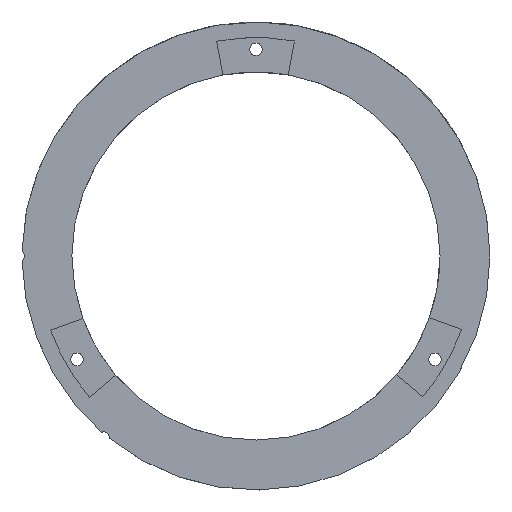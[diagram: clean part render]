
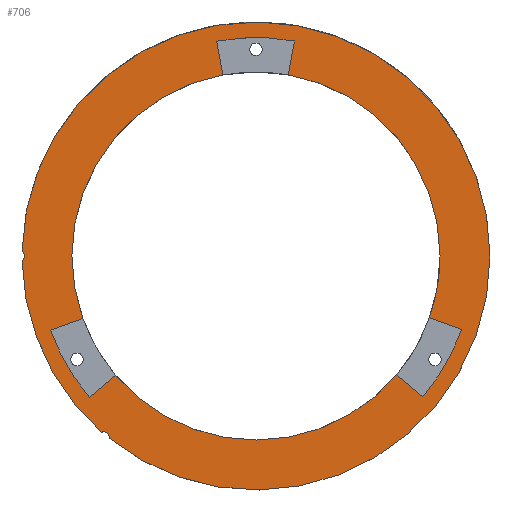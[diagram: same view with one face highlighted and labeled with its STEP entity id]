
A CAD part, top view. The second image highlights one B-rep face of the part: STEP entity #706.
In plain terms, the highlighted planar face has unit normal (0, 0, 1).
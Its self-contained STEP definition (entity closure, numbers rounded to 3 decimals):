
#255=CARTESIAN_POINT('',(-29.994,-0.603,2.75));
#256=VERTEX_POINT('',#255);
#274=CARTESIAN_POINT('',(-19.741,-22.59,2.75));
#275=VERTEX_POINT('',#274);
#282=CARTESIAN_POINT('',(0.,-0.001,2.75));
#283=DIRECTION('',(0.,0.,-1.));
#284=DIRECTION('',(-1.,0.,0.));
#285=AXIS2_PLACEMENT_3D('',#282,#283,#284);
#286=CIRCLE('',#285,30.);
#287=EDGE_CURVE('',#275,#256,#286,.T.);
#450=CARTESIAN_POINT('',(23.6,-0.001,2.75));
#451=VERTEX_POINT('',#450);
#460=CARTESIAN_POINT('',(4.149,23.232,2.75));
#461=VERTEX_POINT('',#460);
#462=CARTESIAN_POINT('',(0.,-0.001,2.75));
#463=DIRECTION('',(0.,0.,-1.));
#464=DIRECTION('',(-1.,0.,0.));
#465=AXIS2_PLACEMENT_3D('',#462,#463,#464);
#466=CIRCLE('',#465,23.6);
#467=EDGE_CURVE('',#461,#451,#466,.T.);
#486=CARTESIAN_POINT('',(-4.248,23.214,2.75));
#487=VERTEX_POINT('',#486);
#494=CARTESIAN_POINT('',(-22.194,-8.024,2.75));
#495=VERTEX_POINT('',#494);
#496=CARTESIAN_POINT('',(0.,-0.001,2.75));
#497=DIRECTION('',(0.,0.,-1.));
#498=DIRECTION('',(-1.,0.,0.));
#499=AXIS2_PLACEMENT_3D('',#496,#497,#498);
#500=CIRCLE('',#499,23.6);
#501=EDGE_CURVE('',#495,#487,#500,.T.);
#520=CARTESIAN_POINT('',(-17.98,-15.287,2.75));
#521=VERTEX_POINT('',#520);
#528=CARTESIAN_POINT('',(18.046,-15.21,2.75));
#529=VERTEX_POINT('',#528);
#530=CARTESIAN_POINT('',(0.,-0.001,2.75));
#531=DIRECTION('',(0.,0.,-1.));
#532=DIRECTION('',(-1.,0.,0.));
#533=AXIS2_PLACEMENT_3D('',#530,#531,#532);
#534=CIRCLE('',#533,23.6);
#535=EDGE_CURVE('',#529,#521,#534,.T.);
#554=CARTESIAN_POINT('',(22.228,-7.929,2.75));
#555=VERTEX_POINT('',#554);
#562=CARTESIAN_POINT('',(0.,-0.001,2.75));
#563=DIRECTION('',(0.,0.,-1.));
#564=DIRECTION('',(-1.,0.,0.));
#565=AXIS2_PLACEMENT_3D('',#562,#563,#564);
#566=CIRCLE('',#565,23.6);
#567=EDGE_CURVE('',#451,#555,#566,.T.);
#589=CARTESIAN_POINT('',(0.,0.,2.75));
#590=DIRECTION('',(0.,0.,-1.));
#591=DIRECTION('',(-1.,0.,0.));
#592=AXIS2_PLACEMENT_3D('',#589,#590,#591);
#593=PLANE('',#592);
#594=ORIENTED_EDGE('',*,*,#287,.F.);
#595=CARTESIAN_POINT('',(-18.818,-23.365,2.75));
#596=VERTEX_POINT('',#595);
#597=CARTESIAN_POINT('',(-19.509,-23.25,2.75));
#598=DIRECTION('',(0.,0.,-1.));
#599=DIRECTION('',(-0.766,0.643,0.));
#600=AXIS2_PLACEMENT_3D('',#597,#598,#599);
#601=CIRCLE('',#600,0.7);
#602=EDGE_CURVE('',#275,#596,#601,.T.);
#603=ORIENTED_EDGE('',*,*,#602,.T.);
#604=CARTESIAN_POINT('',(30.,-0.001,2.75));
#605=VERTEX_POINT('',#604);
#606=CARTESIAN_POINT('',(0.,-0.001,2.75));
#607=DIRECTION('',(0.,0.,-1.));
#608=DIRECTION('',(-1.,0.,0.));
#609=AXIS2_PLACEMENT_3D('',#606,#607,#608);
#610=CIRCLE('',#609,30.);
#611=EDGE_CURVE('',#605,#596,#610,.T.);
#612=ORIENTED_EDGE('',*,*,#611,.F.);
#613=CARTESIAN_POINT('',(-29.994,0.602,2.75));
#614=VERTEX_POINT('',#613);
#615=CARTESIAN_POINT('',(0.,-0.001,2.75));
#616=DIRECTION('',(0.,0.,-1.));
#617=DIRECTION('',(-1.,0.,0.));
#618=AXIS2_PLACEMENT_3D('',#615,#616,#617);
#619=CIRCLE('',#618,30.);
#620=EDGE_CURVE('',#614,#605,#619,.T.);
#621=ORIENTED_EDGE('',*,*,#620,.F.);
#622=CARTESIAN_POINT('',(-30.35,-0.001,2.75));
#623=DIRECTION('',(0.,0.,-1.));
#624=DIRECTION('',(-0.707,0.707,0.));
#625=AXIS2_PLACEMENT_3D('',#622,#623,#624);
#626=CIRCLE('',#625,0.7);
#627=EDGE_CURVE('',#614,#256,#626,.T.);
#628=ORIENTED_EDGE('',*,*,#627,.T.);
#629=EDGE_LOOP('',(#594,#603,#612,#621,#628));
#630=FACE_BOUND('',#629,.T.);
#631=CARTESIAN_POINT('',(21.41,-18.046,2.75));
#632=VERTEX_POINT('',#631);
#633=CARTESIAN_POINT('',(18.046,-15.21,2.75));
#634=DIRECTION('',(0.765,-0.644,0.));
#635=VECTOR('',#634,4.4);
#636=LINE('',#633,#635);
#637=EDGE_CURVE('',#529,#632,#636,.T.);
#638=ORIENTED_EDGE('',*,*,#637,.F.);
#639=ORIENTED_EDGE('',*,*,#535,.T.);
#640=CARTESIAN_POINT('',(-21.333,-18.137,2.75));
#641=VERTEX_POINT('',#640);
#642=CARTESIAN_POINT('',(-21.333,-18.137,2.75));
#643=DIRECTION('',(0.762,0.648,0.));
#644=VECTOR('',#643,4.4);
#645=LINE('',#642,#644);
#646=EDGE_CURVE('',#641,#521,#645,.T.);
#647=ORIENTED_EDGE('',*,*,#646,.F.);
#648=CARTESIAN_POINT('',(-26.332,-9.52,2.75));
#649=VERTEX_POINT('',#648);
#650=CARTESIAN_POINT('',(0.,-0.001,2.75));
#651=DIRECTION('',(0.,0.,-1.));
#652=DIRECTION('',(-1.,0.,0.));
#653=AXIS2_PLACEMENT_3D('',#650,#651,#652);
#654=CIRCLE('',#653,28.);
#655=EDGE_CURVE('',#641,#649,#654,.T.);
#656=ORIENTED_EDGE('',*,*,#655,.T.);
#657=CARTESIAN_POINT('',(-26.332,-9.52,2.75));
#658=DIRECTION('',(0.94,0.34,0.));
#659=VECTOR('',#658,4.4);
#660=LINE('',#657,#659);
#661=EDGE_CURVE('',#649,#495,#660,.T.);
#662=ORIENTED_EDGE('',*,*,#661,.T.);
#663=ORIENTED_EDGE('',*,*,#501,.T.);
#664=CARTESIAN_POINT('',(-5.04,27.542,2.75));
#665=VERTEX_POINT('',#664);
#666=CARTESIAN_POINT('',(-5.04,27.542,2.75));
#667=DIRECTION('',(0.18,-0.984,0.));
#668=VECTOR('',#667,4.4);
#669=LINE('',#666,#668);
#670=EDGE_CURVE('',#665,#487,#669,.T.);
#671=ORIENTED_EDGE('',*,*,#670,.F.);
#672=CARTESIAN_POINT('',(4.922,27.563,2.75));
#673=VERTEX_POINT('',#672);
#674=CARTESIAN_POINT('',(0.,-0.001,2.75));
#675=DIRECTION('',(0.,0.,-1.));
#676=DIRECTION('',(-1.,0.,0.));
#677=AXIS2_PLACEMENT_3D('',#674,#675,#676);
#678=CIRCLE('',#677,28.);
#679=EDGE_CURVE('',#665,#673,#678,.T.);
#680=ORIENTED_EDGE('',*,*,#679,.T.);
#681=CARTESIAN_POINT('',(4.922,27.563,2.75));
#682=DIRECTION('',(-0.176,-0.984,0.));
#683=VECTOR('',#682,4.4);
#684=LINE('',#681,#683);
#685=EDGE_CURVE('',#673,#461,#684,.T.);
#686=ORIENTED_EDGE('',*,*,#685,.T.);
#687=ORIENTED_EDGE('',*,*,#467,.T.);
#688=ORIENTED_EDGE('',*,*,#567,.T.);
#689=CARTESIAN_POINT('',(26.373,-9.407,2.75));
#690=VERTEX_POINT('',#689);
#691=CARTESIAN_POINT('',(26.373,-9.407,2.75));
#692=DIRECTION('',(-0.942,0.336,0.));
#693=VECTOR('',#692,4.4);
#694=LINE('',#691,#693);
#695=EDGE_CURVE('',#690,#555,#694,.T.);
#696=ORIENTED_EDGE('',*,*,#695,.F.);
#697=CARTESIAN_POINT('',(0.,-0.001,2.75));
#698=DIRECTION('',(0.,0.,-1.));
#699=DIRECTION('',(-1.,0.,0.));
#700=AXIS2_PLACEMENT_3D('',#697,#698,#699);
#701=CIRCLE('',#700,28.);
#702=EDGE_CURVE('',#690,#632,#701,.T.);
#703=ORIENTED_EDGE('',*,*,#702,.T.);
#704=EDGE_LOOP('',(#638,#639,#647,#656,#662,#663,#671,#680,#686,#687,#688,#696,#703));
#705=FACE_BOUND('',#704,.T.);
#706=ADVANCED_FACE('',(#630,#705),#593,.F.);
